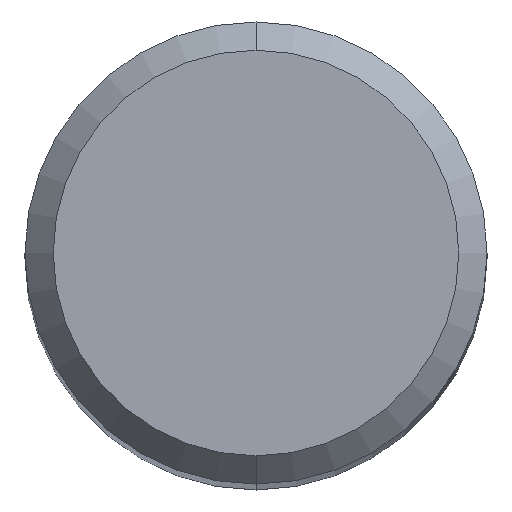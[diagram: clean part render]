
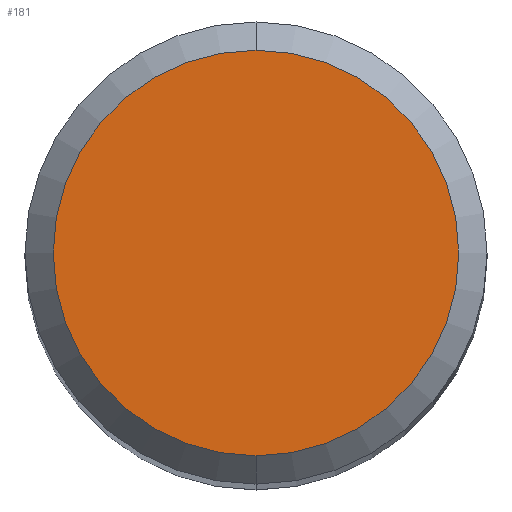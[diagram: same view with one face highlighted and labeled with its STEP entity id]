
A CAD part, top view. The second image highlights one B-rep face of the part: STEP entity #181.
In plain terms, the highlighted planar face has unit normal (0, 0, 1).
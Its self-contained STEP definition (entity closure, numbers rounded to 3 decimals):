
#151=VERTEX_POINT('',#383);
#163=EDGE_CURVE('',#323,#151,#397,.T.);
#181=ADVANCED_FACE('',(#415),#416,.T.);
#323=VERTEX_POINT('',#579);
#341=EDGE_CURVE('',#151,#323,#599,.T.);
#383=CARTESIAN_POINT('',(0.0,2.15,0.0));
#397=CIRCLE('',#656,2.15);
#415=FACE_OUTER_BOUND('',#682,.T.);
#416=PLANE('',#683);
#579=CARTESIAN_POINT('',(0.,-2.15,0.0));
#599=CIRCLE('',#917,2.15);
#656=AXIS2_PLACEMENT_3D('',#970,#971,#972);
#682=EDGE_LOOP('',(#988,#989));
#683=AXIS2_PLACEMENT_3D('',#990,#991,#992);
#917=AXIS2_PLACEMENT_3D('',#1228,#1229,#1230);
#970=CARTESIAN_POINT('',(0.0,0.0,0.0));
#971=DIRECTION('',(0.0,0.0,-1.0));
#972=DIRECTION('',(0.0,1.0,0.0));
#988=ORIENTED_EDGE('',*,*,#341,.F.);
#989=ORIENTED_EDGE('',*,*,#163,.F.);
#990=CARTESIAN_POINT('',(0.0,1.075,0.0));
#991=DIRECTION('',(-0.0,0.0,1.0));
#992=DIRECTION('',(0.0,-1.0,0.0));
#1228=CARTESIAN_POINT('',(0.0,0.0,0.0));
#1229=DIRECTION('',(0.0,0.0,-1.0));
#1230=DIRECTION('',(0.0,1.0,0.0));
